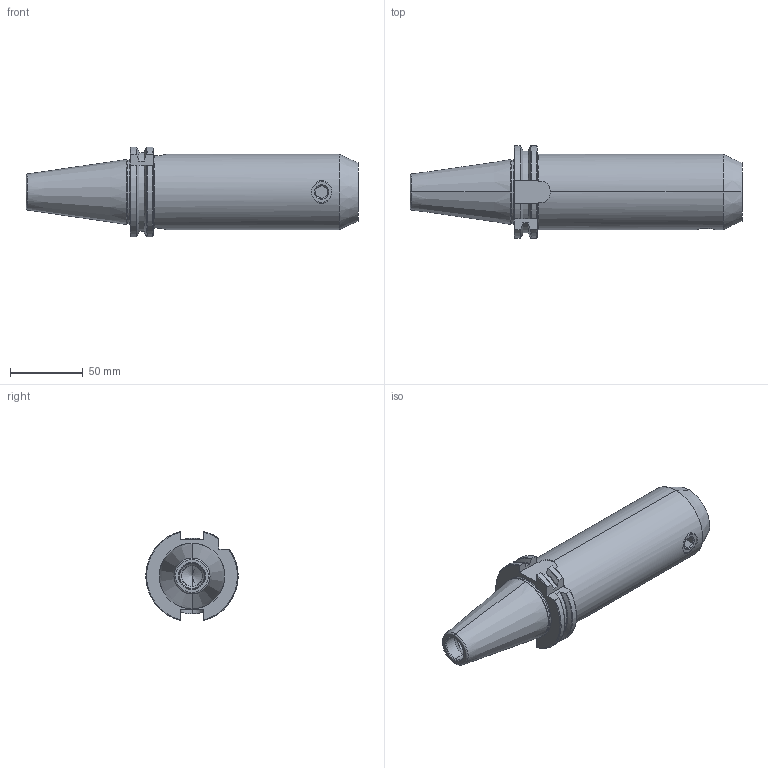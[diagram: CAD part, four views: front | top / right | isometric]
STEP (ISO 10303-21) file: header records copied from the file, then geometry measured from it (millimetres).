
FILE_DESCRIPTION (( 'STEP AP203' ), '1' );
FILE_NAME ('S.S40.0220.160.STEP', '2018-07-14T03:43:19', ( '' ), ( '' ), 'SwSTEP 2.0', 'SolidWorks 2013', '' );
FILE_SCHEMA (( 'CONFIG_CONTROL_DESIGN' ));
Length unit declared in the file: millimetre
Products named in the file (1): S.S40.0220.160
Bounding box: 228.4 x 63.54 x 61.48 mm (x, y, z)
Volume: 374804.7 mm3; surface area: 48138.7 mm2
Topology: 2 solids, 2 shells, 112 faces, 282 edges, 177 vertices
Faces by surface type: plane 34, cone 30, cylinder 28, torus 20
Entity records: 3795 total; most frequent: CARTESIAN_POINT 1070, ORIENTED_EDGE 556, DIRECTION 556, EDGE_CURVE 278, AXIS2_PLACEMENT_3D 225, VERTEX_POINT 177, EDGE_LOOP 121, ADVANCED_FACE 112
